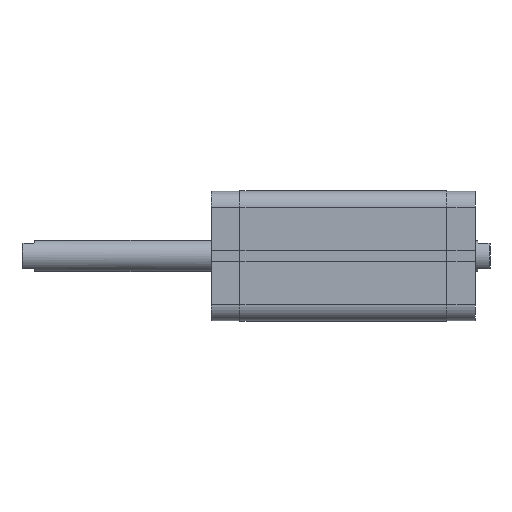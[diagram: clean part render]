
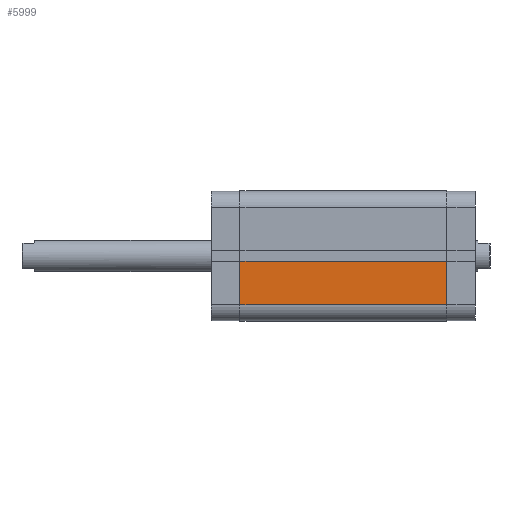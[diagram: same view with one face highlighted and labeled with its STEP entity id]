
A CAD part, front view. The second image highlights one B-rep face of the part: STEP entity #5999.
In plain terms, the highlighted planar face has unit normal (0, -1, 0).
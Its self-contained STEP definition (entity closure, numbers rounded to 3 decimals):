
#344 = AXIS2_PLACEMENT_3D ( 'NONE', #6732, #6738, #6739 ) ;
#918 = EDGE_CURVE ( 'NONE', #1134, #1129, #5807, .T. ) ;
#944 = EDGE_CURVE ( 'NONE', #1174, #1127, #5848, .T. ) ;
#949 = EDGE_CURVE ( 'NONE', #1129, #1127, #5857, .T. ) ;
#953 = EDGE_CURVE ( 'NONE', #1134, #1174, #5865, .T. ) ;
#1127 = VERTEX_POINT ( 'NONE', #3708 ) ;
#1129 = VERTEX_POINT ( 'NONE', #3710 ) ;
#1134 = VERTEX_POINT ( 'NONE', #3715 ) ;
#1174 = VERTEX_POINT ( 'NONE', #3755 ) ;
#2918 = EDGE_LOOP ( 'NONE', ( #4851, #4850, #4849, #4848 ) ) ;
#3397 = CARTESIAN_POINT ( 'NONE',  ( 0., -33.5, 106.5 ) ) ;
#3398 = DIRECTION ( 'NONE',  ( 1., 0., 0. ) ) ;
#3458 = CARTESIAN_POINT ( 'NONE',  ( 0., -33.5, 0. ) ) ;
#3459 = DIRECTION ( 'NONE',  ( 1., 0., 0. ) ) ;
#3469 = CARTESIAN_POINT ( 'NONE',  ( -2.6, -33.5, 106.5 ) ) ;
#3470 = DIRECTION ( 'NONE',  ( 0., 0., -1. ) ) ;
#3473 = CARTESIAN_POINT ( 'NONE',  ( -25., -33.5, 106.5 ) ) ;
#3480 = DIRECTION ( 'NONE',  ( 0., 0., -1. ) ) ;
#3708 = CARTESIAN_POINT ( 'NONE',  ( -2.6, -33.5, 0. ) ) ;
#3710 = CARTESIAN_POINT ( 'NONE',  ( -2.6, -33.5, 106.5 ) ) ;
#3715 = CARTESIAN_POINT ( 'NONE',  ( -25., -33.5, 106.5 ) ) ;
#3755 = CARTESIAN_POINT ( 'NONE',  ( -25., -33.5, 0. ) ) ;
#4584 = PLANE ( 'NONE',  #344 ) ;
#4848 = ORIENTED_EDGE ( 'NONE', *, *, #953, .T. ) ;
#4849 = ORIENTED_EDGE ( 'NONE', *, *, #918, .F. ) ;
#4850 = ORIENTED_EDGE ( 'NONE', *, *, #949, .F. ) ;
#4851 = ORIENTED_EDGE ( 'NONE', *, *, #944, .T. ) ;
#5807 = LINE ( 'NONE', #3397, #5808 ) ;
#5808 = VECTOR ( 'NONE', #3398, 1000. ) ;
#5844 = VECTOR ( 'NONE', #3480, 1000. ) ;
#5848 = LINE ( 'NONE', #3458, #5849 ) ;
#5849 = VECTOR ( 'NONE', #3459, 1000. ) ;
#5857 = LINE ( 'NONE', #3469, #5858 ) ;
#5858 = VECTOR ( 'NONE', #3470, 1000. ) ;
#5865 = LINE ( 'NONE', #3473, #5844 ) ;
#5999 = ADVANCED_FACE ( 'NONE', ( #6538 ), #4584, .F. ) ;
#6538 = FACE_OUTER_BOUND ( 'NONE', #2918, .T. ) ;
#6732 = CARTESIAN_POINT ( 'NONE',  ( 0., -33.5, 106.5 ) ) ;
#6738 = DIRECTION ( 'NONE',  ( 0., 1., 0. ) ) ;
#6739 = DIRECTION ( 'NONE',  ( 0., 0., 1. ) ) ;
